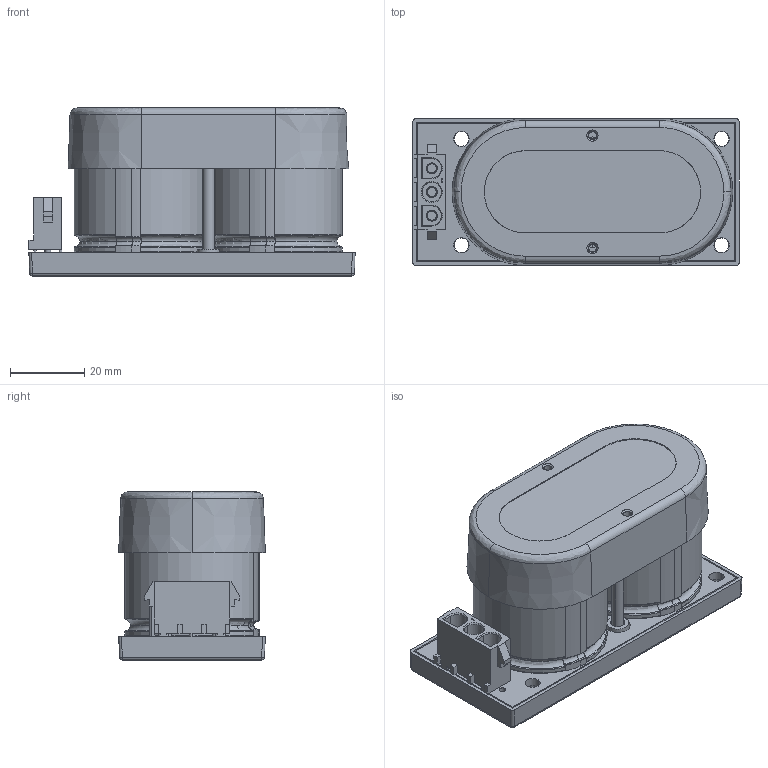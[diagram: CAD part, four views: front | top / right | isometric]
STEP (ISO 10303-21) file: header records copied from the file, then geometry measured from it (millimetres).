
FILE_DESCRIPTION (( 'STEP AP214' ), '1' );
FILE_NAME ('16765.STEP', '2011-08-08T19:51:34', ( 'Vicor Employee' ), ( 'Vicor Corporation' ), 'SwSTEP 2.0', 'SolidWorks 2011', '' );
FILE_SCHEMA (( 'AUTOMOTIVE_DESIGN' ));
Length unit declared in the file: inch
Products named in the file (1): 16765
Bounding box: 87.63 x 39.37 x 45.13 mm (x, y, z)
Volume: 96272.6 mm3; surface area: 42153 mm2
Topology: 2 solids, 17 shells, 667 faces, 1684 edges, 1099 vertices
Faces by surface type: plane 350, cylinder 142, cone 105, torus 42, bspline 28
Entity records: 32081 total; most frequent: CARTESIAN_POINT 7482, ORIENTED_EDGE 3368, DIRECTION 3176, EDGE_CURVE 1684, AXIS2_PLACEMENT_3D 1113, VERTEX_POINT 1099, LINE 950, VECTOR 950
